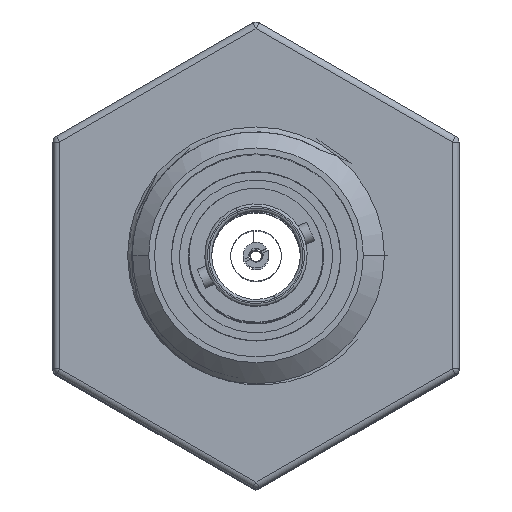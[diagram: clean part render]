
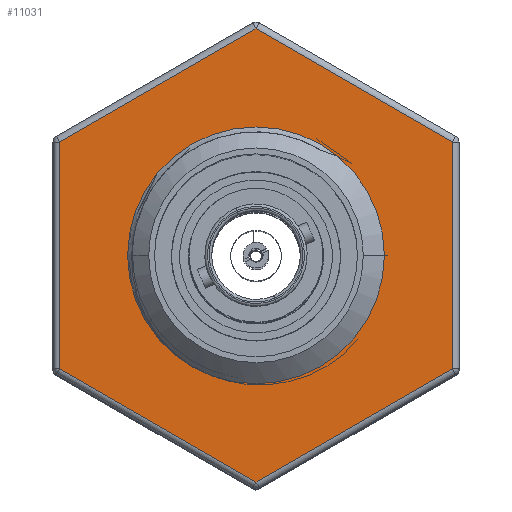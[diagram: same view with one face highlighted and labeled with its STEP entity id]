
A CAD part, top view. The second image highlights one B-rep face of the part: STEP entity #11031.
In plain terms, the highlighted planar face has unit normal (0, 0, 1).
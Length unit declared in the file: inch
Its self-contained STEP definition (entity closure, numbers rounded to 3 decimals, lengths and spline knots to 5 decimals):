
#50 = DIRECTION ( 'NONE',  ( 1., 0., 0. ) ) ;
#97 = CARTESIAN_POINT ( 'NONE',  ( 0., 0., 2.17308 ) ) ;
#140 = DIRECTION ( 'NONE',  ( 0., 0., 1. ) ) ;
#308 = CARTESIAN_POINT ( 'NONE',  ( -0.725, -0.43301, 2.17308 ) ) ;
#337 = DIRECTION ( 'NONE',  ( 0., -1., 0. ) ) ;
#618 = EDGE_CURVE ( 'NONE', #9555, #9161, #1883, .T. ) ;
#643 = EDGE_CURVE ( 'NONE', #9161, #9336, #1942, .T. ) ;
#666 = EDGE_CURVE ( 'NONE', #9336, #9479, #1814, .T. ) ;
#708 = EDGE_CURVE ( 'NONE', #9616, #9084, #1861, .T. ) ;
#734 = EDGE_CURVE ( 'NONE', #9588, #9555, #1819, .T. ) ;
#741 = EDGE_CURVE ( 'NONE', #9479, #9274, #10828, .T. ) ;
#1703 = VECTOR ( 'NONE', #337, 39.37008 ) ;
#1720 = LINE ( 'NONE', #308, #1703 ) ;
#1783 = VECTOR ( 'NONE', #9361, 39.37008 ) ;
#1814 = LINE ( 'NONE', #11228, #1824 ) ;
#1819 = LINE ( 'NONE', #4232, #1831 ) ;
#1824 = VECTOR ( 'NONE', #11464, 39.37008 ) ;
#1831 = VECTOR ( 'NONE', #4205, 39.37008 ) ;
#1861 = CIRCLE ( 'NONE', #6614, 0.47425 ) ;
#1883 = LINE ( 'NONE', #9439, #1783 ) ;
#1934 = VECTOR ( 'NONE', #11447, 39.37008 ) ;
#1942 = LINE ( 'NONE', #11445, #1934 ) ;
#2529 = PLANE ( 'NONE',  #10743 ) ;
#2530 = CARTESIAN_POINT ( 'NONE',  ( -0.75, 1.29904, 2.17308 ) ) ;
#2531 = DIRECTION ( 'NONE',  ( 0., 0., 1. ) ) ;
#2532 = DIRECTION ( 'NONE',  ( 1., 0., 0. ) ) ;
#3654 = FACE_BOUND ( 'NONE', #4684, .T. ) ;
#3655 = FACE_OUTER_BOUND ( 'NONE', #4592, .T. ) ;
#3834 = CIRCLE ( 'NONE', #6636, 0.47425 ) ;
#4205 = DIRECTION ( 'NONE',  ( 0.866, -0.5, 0. ) ) ;
#4232 = CARTESIAN_POINT ( 'NONE',  ( 0.0125, -0.84437, 2.17308 ) ) ;
#4248 = CARTESIAN_POINT ( 'NONE',  ( -0.7375, 0.41136, 2.17308 ) ) ;
#4261 = DIRECTION ( 'NONE',  ( -0.866, -0.5, 0. ) ) ;
#4277 = EDGE_CURVE ( 'NONE', #9274, #9588, #1720, .T. ) ;
#4358 = EDGE_CURVE ( 'NONE', #9084, #9616, #3834, .T. ) ;
#4543 = ORIENTED_EDGE ( 'NONE', *, *, #741, .T. ) ;
#4544 = ORIENTED_EDGE ( 'NONE', *, *, #4277, .T. ) ;
#4551 = ORIENTED_EDGE ( 'NONE', *, *, #4358, .F. ) ;
#4592 = EDGE_LOOP ( 'NONE', ( #4543, #4544, #4831, #4853, #4667, #4845 ) ) ;
#4667 = ORIENTED_EDGE ( 'NONE', *, *, #643, .T. ) ;
#4684 = EDGE_LOOP ( 'NONE', ( #4847, #4551 ) ) ;
#4831 = ORIENTED_EDGE ( 'NONE', *, *, #734, .T. ) ;
#4845 = ORIENTED_EDGE ( 'NONE', *, *, #666, .T. ) ;
#4847 = ORIENTED_EDGE ( 'NONE', *, *, #708, .F. ) ;
#4853 = ORIENTED_EDGE ( 'NONE', *, *, #618, .T. ) ;
#6614 = AXIS2_PLACEMENT_3D ( 'NONE', #8990, #8982, #9051 ) ;
#6636 = AXIS2_PLACEMENT_3D ( 'NONE', #97, #140, #50 ) ;
#8982 = DIRECTION ( 'NONE',  ( 0., 0., 1. ) ) ;
#8990 = CARTESIAN_POINT ( 'NONE',  ( 0., 0., 2.17308 ) ) ;
#9051 = DIRECTION ( 'NONE',  ( 1., 0., 0. ) ) ;
#9084 = VERTEX_POINT ( 'NONE', #12176 ) ;
#9161 = VERTEX_POINT ( 'NONE', #11947 ) ;
#9274 = VERTEX_POINT ( 'NONE', #11662 ) ;
#9336 = VERTEX_POINT ( 'NONE', #11717 ) ;
#9361 = DIRECTION ( 'NONE',  ( 0.866, 0.5, 0. ) ) ;
#9439 = CARTESIAN_POINT ( 'NONE',  ( 0.7375, -0.41136, 2.17308 ) ) ;
#9479 = VERTEX_POINT ( 'NONE', #11616 ) ;
#9555 = VERTEX_POINT ( 'NONE', #11586 ) ;
#9588 = VERTEX_POINT ( 'NONE', #11939 ) ;
#9616 = VERTEX_POINT ( 'NONE', #12031 ) ;
#10743 = AXIS2_PLACEMENT_3D ( 'NONE', #2530, #2531, #2532 ) ;
#10803 = VECTOR ( 'NONE', #4261, 39.37008 ) ;
#10828 = LINE ( 'NONE', #4248, #10803 ) ;
#11031 = ADVANCED_FACE ( 'NONE', ( #3654, #3655 ), #2529, .T. ) ;
#11228 = CARTESIAN_POINT ( 'NONE',  ( -0.0125, 0.84437, 2.17308 ) ) ;
#11445 = CARTESIAN_POINT ( 'NONE',  ( 0.725, 0.43301, 2.17308 ) ) ;
#11447 = DIRECTION ( 'NONE',  ( 0., 1., 0. ) ) ;
#11464 = DIRECTION ( 'NONE',  ( -0.866, 0.5, 0. ) ) ;
#11586 = CARTESIAN_POINT ( 'NONE',  ( 0., -0.83716, 2.17308 ) ) ;
#11616 = CARTESIAN_POINT ( 'NONE',  ( 0., 0.83716, 2.17308 ) ) ;
#11662 = CARTESIAN_POINT ( 'NONE',  ( -0.725, 0.41858, 2.17308 ) ) ;
#11717 = CARTESIAN_POINT ( 'NONE',  ( 0.725, 0.41858, 2.17308 ) ) ;
#11939 = CARTESIAN_POINT ( 'NONE',  ( -0.725, -0.41858, 2.17308 ) ) ;
#11947 = CARTESIAN_POINT ( 'NONE',  ( 0.725, -0.41858, 2.17308 ) ) ;
#12031 = CARTESIAN_POINT ( 'NONE',  ( 0.47425, 0., 2.17308 ) ) ;
#12176 = CARTESIAN_POINT ( 'NONE',  ( -0.47425, 0., 2.17308 ) ) ;
